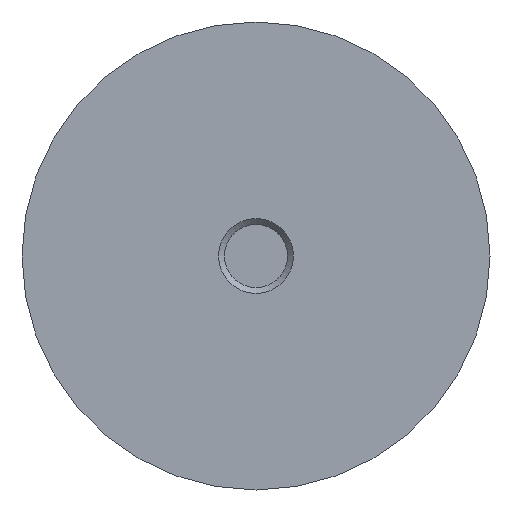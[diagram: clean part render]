
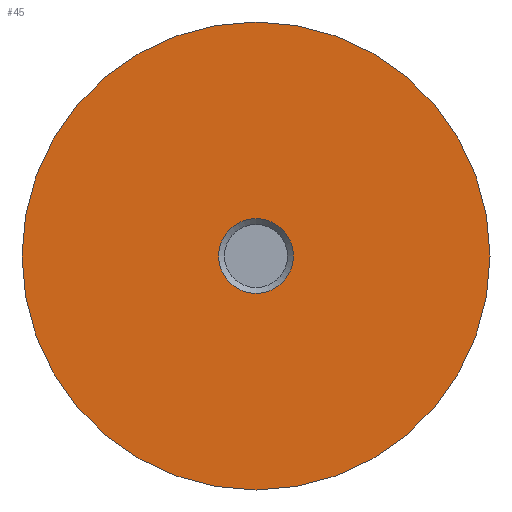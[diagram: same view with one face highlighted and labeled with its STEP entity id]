
A CAD part, front view. The second image highlights one B-rep face of the part: STEP entity #45.
In plain terms, the highlighted planar face has unit normal (0, -1, 0).
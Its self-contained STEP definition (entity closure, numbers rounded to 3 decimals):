
#45 = ADVANCED_FACE( '', ( #93, #94 ), #95, .F. );
#93 = FACE_BOUND( '', #142, .T. );
#94 = FACE_OUTER_BOUND( '', #143, .T. );
#95 = PLANE( '', #144 );
#142 = EDGE_LOOP( '', ( #195 ) );
#143 = EDGE_LOOP( '', ( #196 ) );
#144 = AXIS2_PLACEMENT_3D( '', #197, #198, #199 );
#195 = ORIENTED_EDGE( '', *, *, #242, .F. );
#196 = ORIENTED_EDGE( '', *, *, #243, .T. );
#197 = CARTESIAN_POINT( '', ( 37.5, -20., 0. ) );
#198 = DIRECTION( '', ( 0., 1., 0. ) );
#199 = DIRECTION( '', ( 0., 0., 1. ) );
#242 = EDGE_CURVE( '', #270, #270, #271, .T. );
#243 = EDGE_CURVE( '', #272, #272, #273, .T. );
#270 = VERTEX_POINT( '', #301 );
#271 = CIRCLE( '', #302, 6. );
#272 = VERTEX_POINT( '', #303 );
#273 = CIRCLE( '', #304, 37.5 );
#301 = CARTESIAN_POINT( '', ( 0., -20., -6. ) );
#302 = AXIS2_PLACEMENT_3D( '', #333, #334, #335 );
#303 = CARTESIAN_POINT( '', ( 0., -20., -37.5 ) );
#304 = AXIS2_PLACEMENT_3D( '', #336, #337, #338 );
#333 = CARTESIAN_POINT( '', ( 0., -20., 0. ) );
#334 = DIRECTION( '', ( 0., -1., 0. ) );
#335 = DIRECTION( '', ( 0., 0., -1. ) );
#336 = CARTESIAN_POINT( '', ( 0., -20., 0. ) );
#337 = DIRECTION( '', ( 0., -1., 0. ) );
#338 = DIRECTION( '', ( 0., 0., -1. ) );
